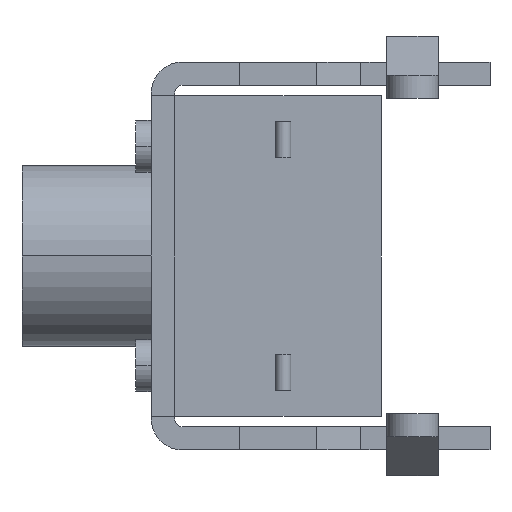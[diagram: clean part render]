
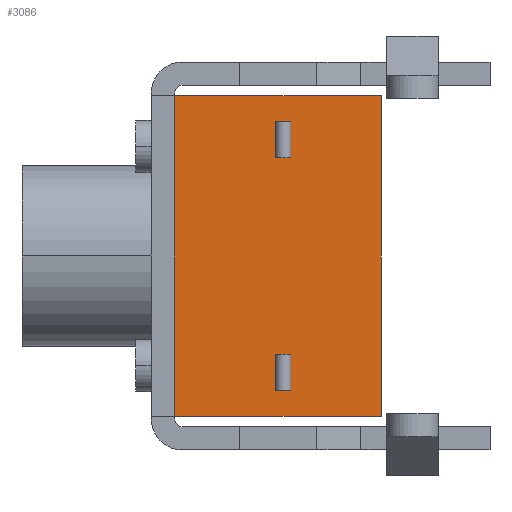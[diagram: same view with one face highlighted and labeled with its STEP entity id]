
A CAD part, front view. The second image highlights one B-rep face of the part: STEP entity #3086.
In plain terms, the highlighted planar face has unit normal (0, -1, 0).
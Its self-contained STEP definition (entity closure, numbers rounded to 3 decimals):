
#4 = EDGE_CURVE ( 'NONE', #983, #2597, #1074, .T. ) ;
#64 = LINE ( 'NONE', #717, #3071 ) ;
#94 = DIRECTION ( 'NONE',  ( 0., 0., -1. ) ) ;
#170 = ORIENTED_EDGE ( 'NONE', *, *, #3188, .T. ) ;
#173 = EDGE_CURVE ( 'NONE', #2597, #2581, #1230, .T. ) ;
#251 = CARTESIAN_POINT ( 'NONE',  ( 2.4, -3.1, 1.9 ) ) ;
#276 = LINE ( 'NONE', #1143, #795 ) ;
#279 = ORIENTED_EDGE ( 'NONE', *, *, #1478, .F. ) ;
#287 = CARTESIAN_POINT ( 'NONE',  ( 4., -3.1, 1.9 ) ) ;
#309 = DIRECTION ( 'NONE',  ( -1., 0., 0. ) ) ;
#316 = VECTOR ( 'NONE', #332, 1000. ) ;
#332 = DIRECTION ( 'NONE',  ( -1., 0., 0. ) ) ;
#375 = VERTEX_POINT ( 'NONE', #787 ) ;
#388 = DIRECTION ( 'NONE',  ( 1., 0., 0. ) ) ;
#393 = VECTOR ( 'NONE', #1464, 1000. ) ;
#483 = CARTESIAN_POINT ( 'NONE',  ( 4.45, -3.1, -3.1 ) ) ;
#486 = FACE_BOUND ( 'NONE', #1932, .T. ) ;
#530 = CARTESIAN_POINT ( 'NONE',  ( 2.7, -3.1, -4. ) ) ;
#566 = CARTESIAN_POINT ( 'NONE',  ( 0.45, -3.1, -3.1 ) ) ;
#641 = CARTESIAN_POINT ( 'NONE',  ( 2.7, -3.1, 2.6 ) ) ;
#717 = CARTESIAN_POINT ( 'NONE',  ( 4.45, -3.1, 3.1 ) ) ;
#761 = VECTOR ( 'NONE', #2606, 1000. ) ;
#787 = CARTESIAN_POINT ( 'NONE',  ( 0.45, -3.1, 3.1 ) ) ;
#792 = VERTEX_POINT ( 'NONE', #483 ) ;
#795 = VECTOR ( 'NONE', #94, 1000. ) ;
#796 = DIRECTION ( 'NONE',  ( 0., 0., 1. ) ) ;
#801 = VECTOR ( 'NONE', #796, 1000. ) ;
#803 = ORIENTED_EDGE ( 'NONE', *, *, #4, .F. ) ;
#836 = ORIENTED_EDGE ( 'NONE', *, *, #888, .T. ) ;
#844 = DIRECTION ( 'NONE',  ( 0., 0., -1. ) ) ;
#848 = VERTEX_POINT ( 'NONE', #3064 ) ;
#888 = EDGE_CURVE ( 'NONE', #848, #375, #64, .T. ) ;
#966 = LINE ( 'NONE', #530, #2815 ) ;
#967 = CARTESIAN_POINT ( 'NONE',  ( 2.4, -3.1, -4. ) ) ;
#983 = VERTEX_POINT ( 'NONE', #641 ) ;
#1074 = LINE ( 'NONE', #1965, #393 ) ;
#1077 = FACE_BOUND ( 'NONE', #2441, .T. ) ;
#1114 = VERTEX_POINT ( 'NONE', #2514 ) ;
#1120 = DIRECTION ( 'NONE',  ( 0., 0., 1. ) ) ;
#1143 = CARTESIAN_POINT ( 'NONE',  ( 0.45, -3.1, -3.1 ) ) ;
#1190 = PLANE ( 'NONE',  #2935 ) ;
#1230 = LINE ( 'NONE', #2986, #1888 ) ;
#1232 = CARTESIAN_POINT ( 'NONE',  ( 4., -3.1, -1.9 ) ) ;
#1241 = VECTOR ( 'NONE', #3041, 1000. ) ;
#1324 = ORIENTED_EDGE ( 'NONE', *, *, #1750, .F. ) ;
#1331 = ORIENTED_EDGE ( 'NONE', *, *, #2760, .F. ) ;
#1348 = CARTESIAN_POINT ( 'NONE',  ( 2.7, -3.1, 1.9 ) ) ;
#1360 = ORIENTED_EDGE ( 'NONE', *, *, #173, .F. ) ;
#1369 = LINE ( 'NONE', #1605, #801 ) ;
#1397 = EDGE_CURVE ( 'NONE', #3249, #2581, #3296, .T. ) ;
#1464 = DIRECTION ( 'NONE',  ( -1., 0., 0. ) ) ;
#1478 = EDGE_CURVE ( 'NONE', #1862, #3330, #966, .T. ) ;
#1567 = LINE ( 'NONE', #3218, #2878 ) ;
#1575 = ORIENTED_EDGE ( 'NONE', *, *, #2864, .T. ) ;
#1588 = VERTEX_POINT ( 'NONE', #566 ) ;
#1605 = CARTESIAN_POINT ( 'NONE',  ( 2.7, -3.1, 4. ) ) ;
#1646 = ORIENTED_EDGE ( 'NONE', *, *, #1397, .T. ) ;
#1750 = EDGE_CURVE ( 'NONE', #848, #792, #3103, .T. ) ;
#1783 = LINE ( 'NONE', #967, #1241 ) ;
#1807 = CARTESIAN_POINT ( 'NONE',  ( 2.4, -3.1, 2.6 ) ) ;
#1809 = VERTEX_POINT ( 'NONE', #2478 ) ;
#1862 = VERTEX_POINT ( 'NONE', #2988 ) ;
#1888 = VECTOR ( 'NONE', #2182, 1000. ) ;
#1932 = EDGE_LOOP ( 'NONE', ( #3255, #170, #279, #3065 ) ) ;
#1965 = CARTESIAN_POINT ( 'NONE',  ( 4., -3.1, 2.6 ) ) ;
#1997 = VECTOR ( 'NONE', #309, 1000. ) ;
#2128 = CARTESIAN_POINT ( 'NONE',  ( 4.45, -3.1, -3.1 ) ) ;
#2182 = DIRECTION ( 'NONE',  ( 0., 0., -1. ) ) ;
#2248 = DIRECTION ( 'NONE',  ( 0., 1., 0. ) ) ;
#2249 = EDGE_CURVE ( 'NONE', #3249, #983, #1369, .T. ) ;
#2371 = ORIENTED_EDGE ( 'NONE', *, *, #2249, .F. ) ;
#2378 = CARTESIAN_POINT ( 'NONE',  ( 4.45, -3.1, -3.1 ) ) ;
#2382 = FACE_OUTER_BOUND ( 'NONE', #3352, .T. ) ;
#2441 = EDGE_LOOP ( 'NONE', ( #1360, #803, #2371, #1646 ) ) ;
#2478 = CARTESIAN_POINT ( 'NONE',  ( 2.4, -3.1, -1.9 ) ) ;
#2502 = CARTESIAN_POINT ( 'NONE',  ( 4.45, -3.1, -3.1 ) ) ;
#2514 = CARTESIAN_POINT ( 'NONE',  ( 2.4, -3.1, -2.6 ) ) ;
#2550 = LINE ( 'NONE', #2378, #316 ) ;
#2581 = VERTEX_POINT ( 'NONE', #251 ) ;
#2597 = VERTEX_POINT ( 'NONE', #1807 ) ;
#2606 = DIRECTION ( 'NONE',  ( 1., 0., 0. ) ) ;
#2760 = EDGE_CURVE ( 'NONE', #792, #1588, #2550, .T. ) ;
#2781 = DIRECTION ( 'NONE',  ( -1., 0., 0. ) ) ;
#2815 = VECTOR ( 'NONE', #1120, 1000. ) ;
#2864 = EDGE_CURVE ( 'NONE', #375, #1588, #276, .T. ) ;
#2878 = VECTOR ( 'NONE', #388, 1000. ) ;
#2910 = EDGE_CURVE ( 'NONE', #1114, #1862, #1567, .T. ) ;
#2935 = AXIS2_PLACEMENT_3D ( 'NONE', #2502, #2248, #2781 ) ;
#2936 = VECTOR ( 'NONE', #844, 1000. ) ;
#2986 = CARTESIAN_POINT ( 'NONE',  ( 2.4, -3.1, 4. ) ) ;
#2988 = CARTESIAN_POINT ( 'NONE',  ( 2.7, -3.1, -2.6 ) ) ;
#3041 = DIRECTION ( 'NONE',  ( 0., 0., -1. ) ) ;
#3046 = EDGE_CURVE ( 'NONE', #1809, #1114, #1783, .T. ) ;
#3064 = CARTESIAN_POINT ( 'NONE',  ( 4.45, -3.1, 3.1 ) ) ;
#3065 = ORIENTED_EDGE ( 'NONE', *, *, #2910, .F. ) ;
#3071 = VECTOR ( 'NONE', #3304, 1000. ) ;
#3086 = ADVANCED_FACE ( 'NONE', ( #486, #1077, #2382 ), #1190, .F. ) ;
#3103 = LINE ( 'NONE', #2128, #2936 ) ;
#3188 = EDGE_CURVE ( 'NONE', #1809, #3330, #3316, .T. ) ;
#3218 = CARTESIAN_POINT ( 'NONE',  ( 4., -3.1, -2.6 ) ) ;
#3241 = CARTESIAN_POINT ( 'NONE',  ( 2.7, -3.1, -1.9 ) ) ;
#3249 = VERTEX_POINT ( 'NONE', #1348 ) ;
#3255 = ORIENTED_EDGE ( 'NONE', *, *, #3046, .F. ) ;
#3296 = LINE ( 'NONE', #287, #1997 ) ;
#3304 = DIRECTION ( 'NONE',  ( -1., 0., 0. ) ) ;
#3316 = LINE ( 'NONE', #1232, #761 ) ;
#3330 = VERTEX_POINT ( 'NONE', #3241 ) ;
#3352 = EDGE_LOOP ( 'NONE', ( #1575, #1331, #1324, #836 ) ) ;
